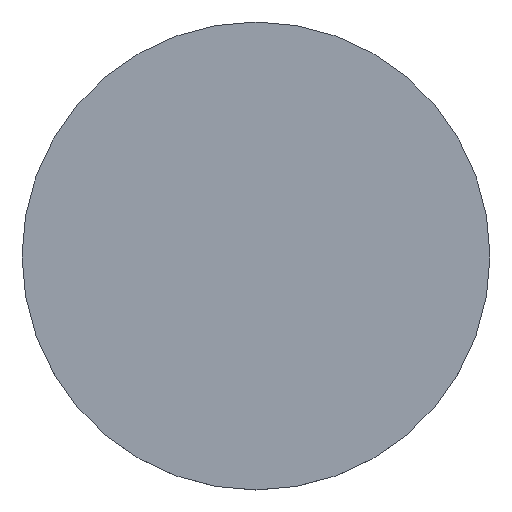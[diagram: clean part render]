
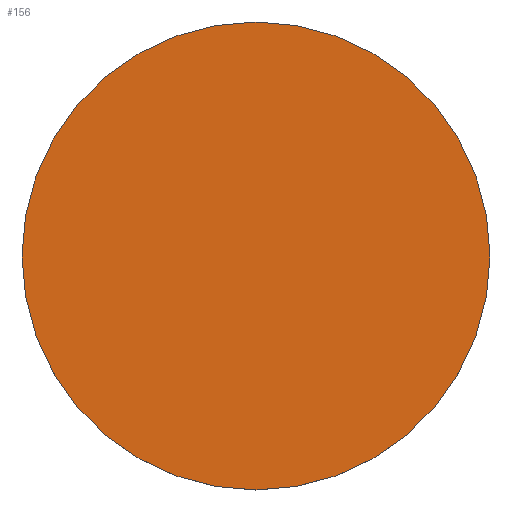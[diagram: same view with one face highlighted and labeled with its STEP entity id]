
A CAD part, top view. The second image highlights one B-rep face of the part: STEP entity #156.
In plain terms, the highlighted planar face has unit normal (0, 0, 1).
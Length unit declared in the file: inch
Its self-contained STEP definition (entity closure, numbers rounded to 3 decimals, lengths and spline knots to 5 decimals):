
#1 = EDGE_LOOP ( 'NONE', ( #124, #73 ) ) ;
#10 = AXIS2_PLACEMENT_3D ( 'NONE', #103, #68, #32 ) ;
#18 = DIRECTION ( 'NONE',  ( 0., 0., 1. ) ) ;
#20 = AXIS2_PLACEMENT_3D ( 'NONE', #24, #18, #97 ) ;
#23 = CARTESIAN_POINT ( 'NONE',  ( 0., 0., 0.19685 ) ) ;
#24 = CARTESIAN_POINT ( 'NONE',  ( 0., 0., 0.19685 ) ) ;
#32 = DIRECTION ( 'NONE',  ( 1., 0., 0. ) ) ;
#42 = CARTESIAN_POINT ( 'NONE',  ( -1.9685, 0., 0.19685 ) ) ;
#44 = DIRECTION ( 'NONE',  ( 1., 0., 0. ) ) ;
#48 = EDGE_CURVE ( 'NONE', #63, #160, #94, .T. ) ;
#49 = AXIS2_PLACEMENT_3D ( 'NONE', #23, #121, #44 ) ;
#56 = EDGE_CURVE ( 'NONE', #160, #63, #138, .T. ) ;
#63 = VERTEX_POINT ( 'NONE', #42 ) ;
#68 = DIRECTION ( 'NONE',  ( 0., 0., 1. ) ) ;
#73 = ORIENTED_EDGE ( 'NONE', *, *, #56, .T. ) ;
#94 = CIRCLE ( 'NONE', #49, 1.9685 ) ;
#97 = DIRECTION ( 'NONE',  ( 1., 0., 0. ) ) ;
#103 = CARTESIAN_POINT ( 'NONE',  ( 0., 0., 0.19685 ) ) ;
#121 = DIRECTION ( 'NONE',  ( 0., 0., 1. ) ) ;
#124 = ORIENTED_EDGE ( 'NONE', *, *, #48, .T. ) ;
#134 = FACE_OUTER_BOUND ( 'NONE', #1, .T. ) ;
#138 = CIRCLE ( 'NONE', #20, 1.9685 ) ;
#156 = ADVANCED_FACE ( 'NONE', ( #134 ), #178, .T. ) ;
#160 = VERTEX_POINT ( 'NONE', #165 ) ;
#165 = CARTESIAN_POINT ( 'NONE',  ( 1.9685, 0., 0.19685 ) ) ;
#178 = PLANE ( 'NONE',  #10 ) ;
